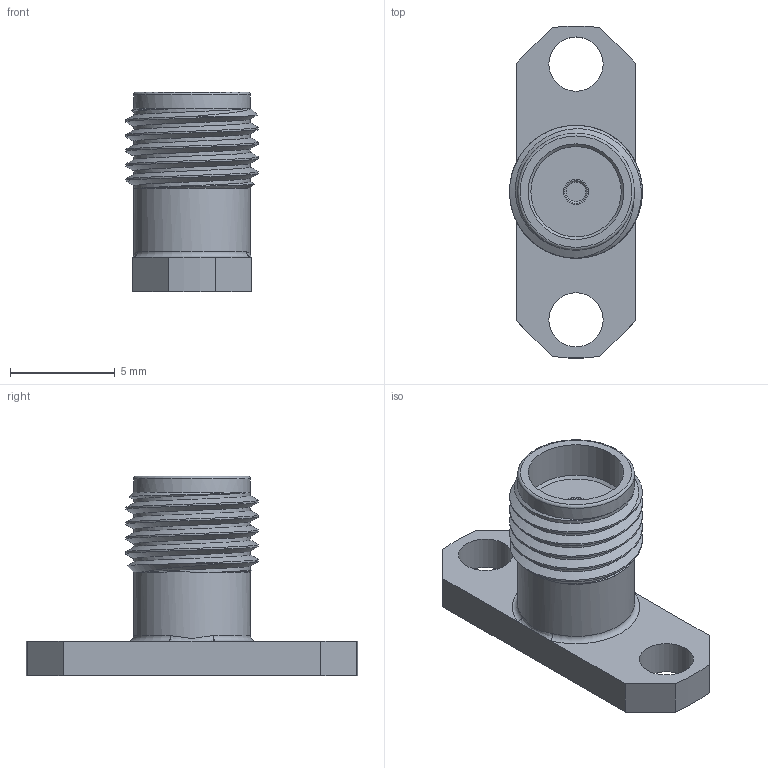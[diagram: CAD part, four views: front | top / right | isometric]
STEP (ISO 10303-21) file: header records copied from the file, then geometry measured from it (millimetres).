
FILE_DESCRIPTION (( 'STEP AP203' ), '1' );
FILE_NAME ('PE45055_3D.step', '2021-12-08T21:08:46', ( '' ), ( '' ), 'SwSTEP 2.0', 'SolidWorks 2021', '' );
FILE_SCHEMA (( 'CONFIG_CONTROL_DESIGN' ));
Length unit declared in the file: inch
Products named in the file (1): PE45055_3D
Bounding box: 6.35 x 15.86 x 9.53 mm (x, y, z)
Volume: 274.3 mm3; surface area: 500.6 mm2
Topology: 1 solids, 1 shells, 52 faces, 123 edges, 79 vertices
Faces by surface type: plane 24, cylinder 14, cone 6, bspline 5, torus 3
Full cylindrical faces by diameter (mm): 0.914 x1, 0.94 x1, 1.194 x2, 1.422 x1, 2.591 x2, 3.048 x1, 4.572 x1, 5.582 x2
Entity records: 3383 total; most frequent: CARTESIAN_POINT 2210, DIRECTION 224, ORIENTED_EDGE 206, EDGE_CURVE 103, AXIS2_PLACEMENT_3D 92, EDGE_LOOP 76, VERTEX_POINT 73, FACE_OUTER_BOUND 64
